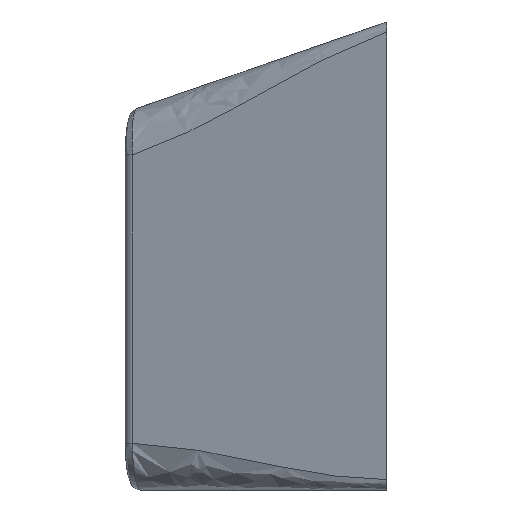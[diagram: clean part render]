
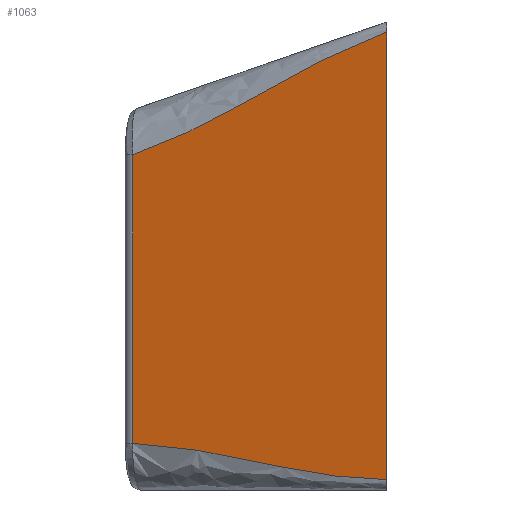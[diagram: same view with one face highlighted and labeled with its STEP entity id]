
A CAD part, left-side view. The second image highlights one B-rep face of the part: STEP entity #1063.
In plain terms, the highlighted planar face has unit normal (-0.959, 0.284, 0).
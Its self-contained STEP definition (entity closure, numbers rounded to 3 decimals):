
#754=EDGE_CURVE('',#755,#757,#759,.F.);
#755=VERTEX_POINT('',#756);
#756=CARTESIAN_POINT('',(0.0,0.0,-0.384));
#757=VERTEX_POINT('',#758);
#758=CARTESIAN_POINT('',(0.0,0.0,-17.6));
#759=LINE('',#760,#761);
#760=CARTESIAN_POINT('',(0.0,0.0,0.0));
#761=VECTOR('',#762,1.0);
#762=DIRECTION('',(0.0,0.0,1.0));
#1063=ADVANCED_FACE('',(#1064),#1103,.F.);
#1064=FACE_BOUND('',#1065,.T.);
#1065=EDGE_LOOP('',(#1066,#1081,#1089,#1102));
#1066=ORIENTED_EDGE('',*,*,#1067,.T.);
#1067=EDGE_CURVE('',#755,#1068,#1070,.T.);
#1068=VERTEX_POINT('',#1069);
#1069=CARTESIAN_POINT('',(2.9,9.78,-5.111));
#1070=B_SPLINE_CURVE_WITH_KNOTS('',3,(#1071,#1072,#1073,#1074,#1075,#1076,#1077,#1078,#1079,#1080),.UNSPECIFIED.,.F.,.U.,(4,3,3,4),(-0.023,0.,0.011,0.035),.UNSPECIFIED.);
#1071=CARTESIAN_POINT('',(-6.326,-21.336,6.996));
#1072=CARTESIAN_POINT('',(-4.228,-14.261,4.549));
#1073=CARTESIAN_POINT('',(-2.13,-7.185,2.102));
#1074=CARTESIAN_POINT('',(-0.033,-0.11,-0.346));
#1075=CARTESIAN_POINT('',(0.967,3.263,-1.513));
#1076=CARTESIAN_POINT('',(1.853,6.251,-3.89));
#1077=CARTESIAN_POINT('',(2.853,9.623,-5.056));
#1078=CARTESIAN_POINT('',(5.0,16.864,-7.561));
#1079=CARTESIAN_POINT('',(7.147,24.104,-10.066));
#1080=CARTESIAN_POINT('',(9.293,31.344,-12.57));
#1081=ORIENTED_EDGE('',*,*,#1082,.T.);
#1082=EDGE_CURVE('',#1068,#1083,#1085,.T.);
#1083=VERTEX_POINT('',#1084);
#1084=CARTESIAN_POINT('',(2.9,9.78,-16.205));
#1085=LINE('',#1086,#1087);
#1086=CARTESIAN_POINT('',(2.9,9.78,0.0));
#1087=VECTOR('',#1088,1.0);
#1088=DIRECTION('',(0.0,0.0,-1.0));
#1089=ORIENTED_EDGE('',*,*,#1090,.T.);
#1090=EDGE_CURVE('',#1083,#757,#1091,.T.);
#1091=B_SPLINE_CURVE_WITH_KNOTS('',3,(#1092,#1093,#1094,#1095,#1096,#1097,#1098,#1099,#1100,#1101),.UNSPECIFIED.,.F.,.U.,(4,3,3,4),(-0.032,-0.011,0.0,0.022),.UNSPECIFIED.);
#1092=CARTESIAN_POINT('',(9.227,31.121,-16.2));
#1093=CARTESIAN_POINT('',(7.152,24.12,-16.2));
#1094=CARTESIAN_POINT('',(5.076,17.119,-16.2));
#1095=CARTESIAN_POINT('',(3.0,10.118,-16.2));
#1096=CARTESIAN_POINT('',(2.0,6.745,-16.2));
#1097=CARTESIAN_POINT('',(1.0,3.373,-17.6));
#1098=CARTESIAN_POINT('',(0.,0.,-17.6));
#1099=CARTESIAN_POINT('',(-2.051,-6.916,-17.6));
#1100=CARTESIAN_POINT('',(-4.101,-13.832,-17.6));
#1101=CARTESIAN_POINT('',(-6.152,-20.748,-17.6));
#1102=ORIENTED_EDGE('',*,*,#754,.F.);
#1103=PLANE('',#1104);
#1104=AXIS2_PLACEMENT_3D('',#1105,#1106,#1107);
#1105=CARTESIAN_POINT('',(0.,0.,0.0));
#1106=DIRECTION('',(0.959,-0.284,0.0));
#1107=DIRECTION('',(0.284,0.959,0.0));
